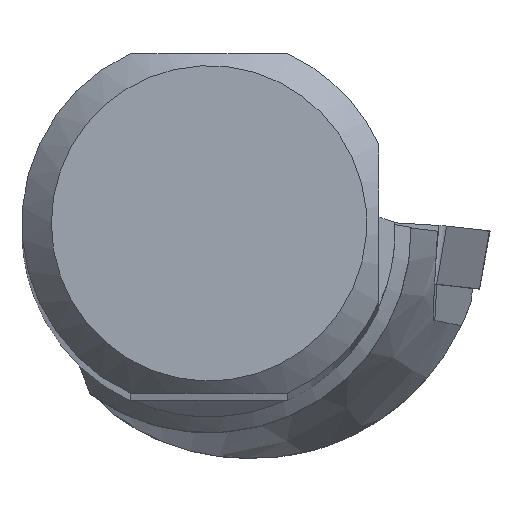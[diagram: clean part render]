
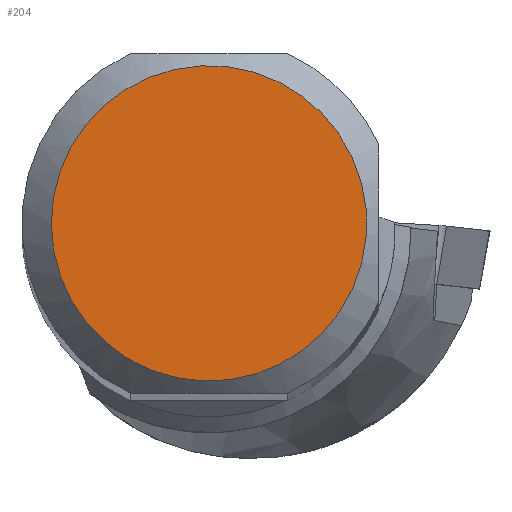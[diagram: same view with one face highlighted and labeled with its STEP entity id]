
A CAD part, top view. The second image highlights one B-rep face of the part: STEP entity #204.
In plain terms, the highlighted planar face has unit normal (0, 0, 1).
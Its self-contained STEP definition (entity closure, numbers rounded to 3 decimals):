
#157=FACE_OUTER_BOUND('',#413,.T.);
#204=ADVANCED_FACE('CU_SU_BP3',(#157),#236,.T.);
#236=PLANE('',#1104);
#413=EDGE_LOOP('',(#598));
#598=ORIENTED_EDGE('',*,*,#884,.F.);
#772=VERTEX_POINT('',#1821);
#884=EDGE_CURVE('',#772,#772,#934,.T.);
#934=CIRCLE('',#1103,10.691);
#1103=AXIS2_PLACEMENT_3D('',#1820,#1332,#1333);
#1104=AXIS2_PLACEMENT_3D('',#1822,#1334,#1335);
#1332=DIRECTION('',(0.,0.,-1.));
#1333=DIRECTION('',(-1.,0.,0.));
#1334=DIRECTION('',(0.,0.,1.));
#1335=DIRECTION('',(-1.,0.,0.));
#1820=CARTESIAN_POINT('',(0.,0.,0.));
#1821=CARTESIAN_POINT('',(-10.691,0.,0.));
#1822=CARTESIAN_POINT('',(0.,0.,0.));
